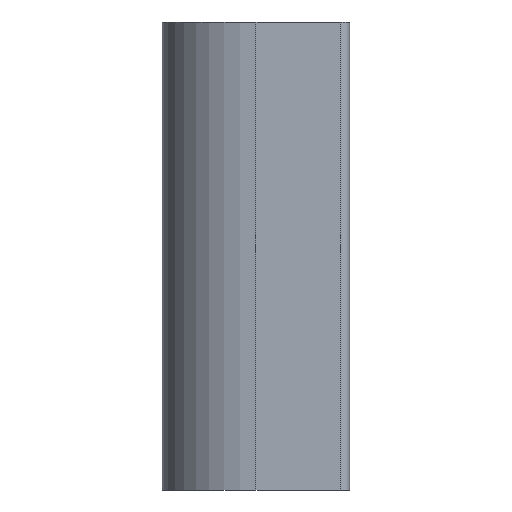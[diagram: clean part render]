
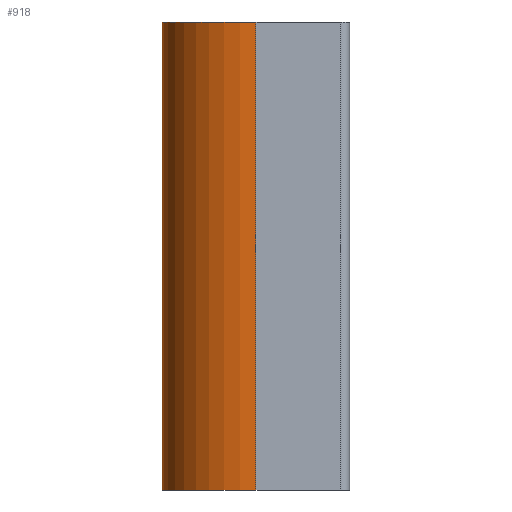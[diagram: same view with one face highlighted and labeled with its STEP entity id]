
A CAD part, left-side view. The second image highlights one B-rep face of the part: STEP entity #918.
In plain terms, the highlighted cylindrical face has radius 20 mm (diameter 40 mm), a partial arc.
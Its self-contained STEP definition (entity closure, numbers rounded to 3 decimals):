
#28=CIRCLE('',#980,20.);
#29=CIRCLE('',#981,20.);
#77=CYLINDRICAL_SURFACE('',#979,20.);
#109=FACE_OUTER_BOUND('',#158,.T.);
#158=EDGE_LOOP('',(#646,#647,#648,#649));
#219=LINE('',#1418,#305);
#221=LINE('',#1424,#307);
#305=VECTOR('',#1123,100.);
#307=VECTOR('',#1129,100.);
#392=VERTEX_POINT('',#1415);
#393=VERTEX_POINT('',#1417);
#394=VERTEX_POINT('',#1421);
#395=VERTEX_POINT('',#1423);
#495=EDGE_CURVE('',#393,#392,#219,.T.);
#497=EDGE_CURVE('',#392,#394,#28,.T.);
#498=EDGE_CURVE('',#395,#394,#221,.T.);
#499=EDGE_CURVE('',#393,#395,#29,.T.);
#646=ORIENTED_EDGE('',*,*,#497,.T.);
#647=ORIENTED_EDGE('',*,*,#498,.F.);
#648=ORIENTED_EDGE('',*,*,#499,.F.);
#649=ORIENTED_EDGE('',*,*,#495,.T.);
#918=ADVANCED_FACE('',(#109),#77,.T.);
#979=AXIS2_PLACEMENT_3D('',#1420,#1125,#1126);
#980=AXIS2_PLACEMENT_3D('',#1422,#1127,#1128);
#981=AXIS2_PLACEMENT_3D('',#1425,#1130,#1131);
#1123=DIRECTION('',(0.,0.,1.));
#1125=DIRECTION('center_axis',(0.,0.,1.));
#1126=DIRECTION('ref_axis',(0.,-1.,0.));
#1127=DIRECTION('center_axis',(0.,0.,-1.));
#1128=DIRECTION('ref_axis',(0.,-1.,0.));
#1129=DIRECTION('',(0.,0.,1.));
#1130=DIRECTION('center_axis',(0.,0.,-1.));
#1131=DIRECTION('ref_axis',(0.,-1.,0.));
#1415=CARTESIAN_POINT('',(-15.,11.,100.));
#1417=CARTESIAN_POINT('',(-15.,11.,0.));
#1418=CARTESIAN_POINT('',(-15.,11.,0.));
#1420=CARTESIAN_POINT('Origin',(5.,11.,0.));
#1421=CARTESIAN_POINT('',(5.,31.,100.));
#1422=CARTESIAN_POINT('Origin',(5.,11.,100.));
#1423=CARTESIAN_POINT('',(5.,31.,0.));
#1424=CARTESIAN_POINT('',(5.,31.,0.));
#1425=CARTESIAN_POINT('Origin',(5.,11.,0.));
